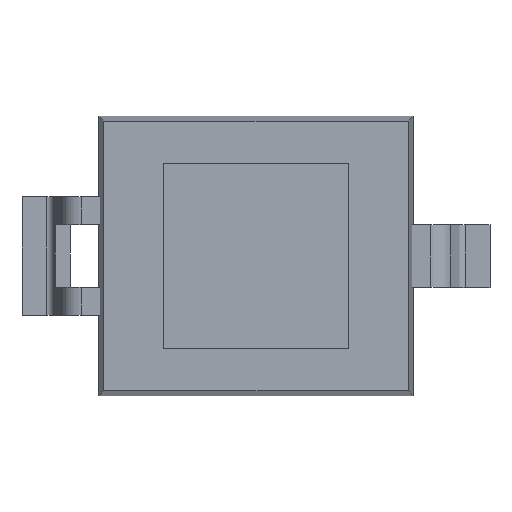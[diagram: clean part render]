
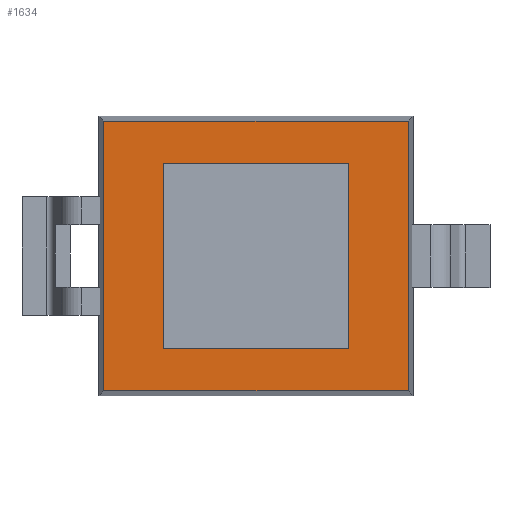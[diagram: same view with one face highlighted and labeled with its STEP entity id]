
A CAD part, top view. The second image highlights one B-rep face of the part: STEP entity #1634.
In plain terms, the highlighted planar face has unit normal (0, 0, 1).
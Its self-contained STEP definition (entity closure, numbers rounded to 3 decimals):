
#1402=CARTESIAN_POINT('',(1.325,-1.325,1.2));
#1403=VERTEX_POINT('',#1402);
#1410=CARTESIAN_POINT('',(1.325,1.325,1.2));
#1411=VERTEX_POINT('',#1410);
#1412=CARTESIAN_POINT('',(1.325,1.325,1.2));
#1413=DIRECTION('',(0.0,-1.0,0.0));
#1414=VECTOR('',#1413,2.65);
#1415=LINE('',#1412,#1414);
#1416=EDGE_CURVE('',#1411,#1403,#1415,.T.);
#1433=CARTESIAN_POINT('',(-1.325,-1.325,1.2));
#1434=VERTEX_POINT('',#1433);
#1441=CARTESIAN_POINT('',(1.325,-1.325,1.2));
#1442=DIRECTION('',(-1.0,0.0,0.0));
#1443=VECTOR('',#1442,2.65);
#1444=LINE('',#1441,#1443);
#1445=EDGE_CURVE('',#1403,#1434,#1444,.T.);
#1457=CARTESIAN_POINT('',(-1.325,1.325,1.2));
#1458=VERTEX_POINT('',#1457);
#1465=CARTESIAN_POINT('',(-1.325,-1.325,1.2));
#1466=DIRECTION('',(0.0,1.0,0.0));
#1467=VECTOR('',#1466,2.65);
#1468=LINE('',#1465,#1467);
#1469=EDGE_CURVE('',#1434,#1458,#1468,.T.);
#1482=CARTESIAN_POINT('',(-1.325,1.325,1.2));
#1483=DIRECTION('',(1.0,0.0,0.0));
#1484=VECTOR('',#1483,2.65);
#1485=LINE('',#1482,#1484);
#1486=EDGE_CURVE('',#1458,#1411,#1485,.T.);
#1508=CARTESIAN_POINT('',(-2.18,1.93,1.2));
#1509=VERTEX_POINT('',#1508);
#1516=CARTESIAN_POINT('',(2.18,1.93,1.2));
#1517=VERTEX_POINT('',#1516);
#1518=CARTESIAN_POINT('',(-2.18,1.93,1.2));
#1519=DIRECTION('',(1.0,0.0,0.0));
#1520=VECTOR('',#1519,4.36);
#1521=LINE('',#1518,#1520);
#1522=EDGE_CURVE('',#1509,#1517,#1521,.T.);
#1546=CARTESIAN_POINT('',(-2.18,-1.93,1.2));
#1547=VERTEX_POINT('',#1546);
#1554=CARTESIAN_POINT('',(-2.18,-1.93,1.2));
#1555=DIRECTION('',(0.0,1.0,0.0));
#1556=VECTOR('',#1555,3.86);
#1557=LINE('',#1554,#1556);
#1558=EDGE_CURVE('',#1547,#1509,#1557,.T.);
#1577=CARTESIAN_POINT('',(2.18,-1.93,1.2));
#1578=VERTEX_POINT('',#1577);
#1585=CARTESIAN_POINT('',(2.18,-1.93,1.2));
#1586=DIRECTION('',(-1.0,0.0,0.0));
#1587=VECTOR('',#1586,4.36);
#1588=LINE('',#1585,#1587);
#1589=EDGE_CURVE('',#1578,#1547,#1588,.T.);
#1607=CARTESIAN_POINT('',(2.18,1.93,1.2));
#1608=DIRECTION('',(0.0,-1.0,0.0));
#1609=VECTOR('',#1608,3.86);
#1610=LINE('',#1607,#1609);
#1611=EDGE_CURVE('',#1517,#1578,#1610,.T.);
#1617=CARTESIAN_POINT('',(0.0,0.0,1.2));
#1618=DIRECTION('',(0.0,0.0,1.0));
#1619=DIRECTION('',(0.0,1.0,0.0));
#1620=AXIS2_PLACEMENT_3D('',#1617,#1618,#1619);
#1621=PLANE('',#1620);
#1622=ORIENTED_EDGE('',*,*,#1522,.F.);
#1623=ORIENTED_EDGE('',*,*,#1558,.F.);
#1624=ORIENTED_EDGE('',*,*,#1589,.F.);
#1625=ORIENTED_EDGE('',*,*,#1611,.F.);
#1626=EDGE_LOOP('',(#1622,#1623,#1624,#1625));
#1627=FACE_OUTER_BOUND('',#1626,.T.);
#1628=ORIENTED_EDGE('',*,*,#1416,.T.);
#1629=ORIENTED_EDGE('',*,*,#1445,.T.);
#1630=ORIENTED_EDGE('',*,*,#1469,.T.);
#1631=ORIENTED_EDGE('',*,*,#1486,.T.);
#1632=EDGE_LOOP('',(#1628,#1629,#1630,#1631));
#1633=FACE_BOUND('',#1632,.T.);
#1634=ADVANCED_FACE('',(#1627,#1633),#1621,.T.);
